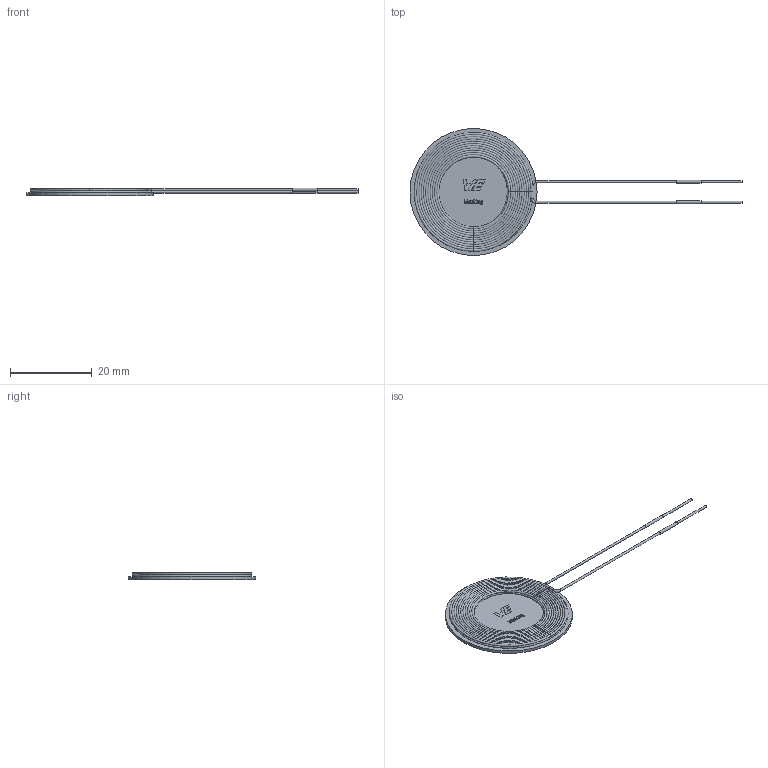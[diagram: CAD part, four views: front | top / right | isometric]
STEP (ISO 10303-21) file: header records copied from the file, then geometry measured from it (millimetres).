
FILE_DESCRIPTION(/* description */ ('Unknown'),/* implementation_level */ '2;1');
FILE_NAME(/* name */ '760308101107',/* time_stamp */ '2018-05-15T14:27:00+08:00',/* author */ ('Unknown'),/* organization */ ('Unknown'),/* preprocessor_version */ 'ST-DEVELOPER v16.7',/* originating_system */ 'DEX',/* authorisation */ $);
FILE_SCHEMA (('AUTOMOTIVE_DESIGN {1 0 10303 214 3 1 1}'));
Length unit declared in the file: millimetre
Products named in the file (3): 760308101107; Ferrite; Coil
Assembly tree (2 placements, depth 2):
  760308101107
    Ferrite
    Coil
Bounding box: 81 x 31 x 1.84 mm (x, y, z)
Volume: 528.2 mm3; surface area: 4404 mm2
Topology: 1 solids, 2 shells, 162 faces, 404 edges, 256 vertices
Faces by surface type: plane 91, bspline 38, torus 24, cylinder 9
Full cylindrical faces by diameter (mm): 0.538 x6, 0.699 x2, 31 x1
Entity records: 8899 total; most frequent: CARTESIAN_POINT 4520, ORIENTED_EDGE 656, DIRECTION 518, EDGE_CURVE 328, VERTEX_POINT 240, EDGE_LOOP 234, FACE_BOUND 234, AXIS2_PLACEMENT_3D 191
